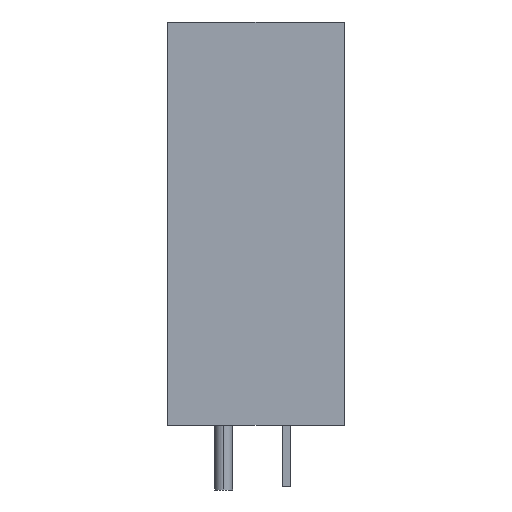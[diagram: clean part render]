
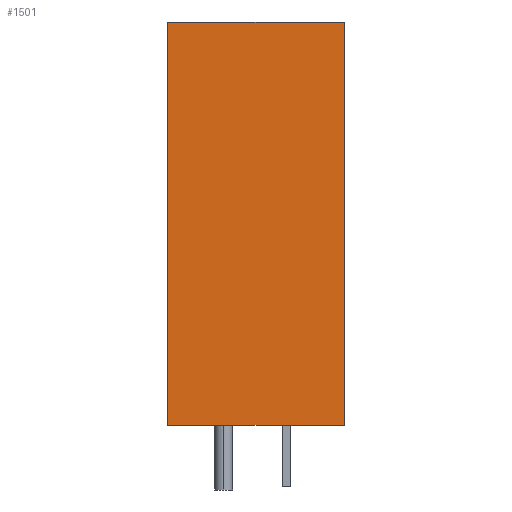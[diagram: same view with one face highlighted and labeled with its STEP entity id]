
A CAD part, left-side view. The second image highlights one B-rep face of the part: STEP entity #1501.
In plain terms, the highlighted planar face has unit normal (-1, 0, 0).
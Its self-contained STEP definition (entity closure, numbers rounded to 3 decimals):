
#255 = VERTEX_POINT ( 'NONE', #263 ) ;
#263 = CARTESIAN_POINT ( 'NONE',  ( -7.5, -5.455, -12.5 ) ) ;
#493 = CARTESIAN_POINT ( 'NONE',  ( -7.5, -5.455, 12.5 ) ) ;
#855 = CARTESIAN_POINT ( 'NONE',  ( -7.5, -5.455, 12.5 ) ) ;
#862 = VECTOR ( 'NONE', #5626, 1000. ) ;
#1295 = VERTEX_POINT ( 'NONE', #5375 ) ;
#1426 = EDGE_LOOP ( 'NONE', ( #3700, #6604, #6429, #6048 ) ) ;
#1479 = VERTEX_POINT ( 'NONE', #3386 ) ;
#1501 = ADVANCED_FACE ( 'NONE', ( #5436 ), #2354, .F. ) ;
#1665 = LINE ( 'NONE', #1727, #1869 ) ;
#1727 = CARTESIAN_POINT ( 'NONE',  ( -7.5, 5.455, 12.5 ) ) ;
#1869 = VECTOR ( 'NONE', #5838, 1000. ) ;
#2012 = EDGE_CURVE ( 'NONE', #1479, #255, #5267, .T. ) ;
#2354 = PLANE ( 'NONE',  #2575 ) ;
#2497 = EDGE_CURVE ( 'NONE', #1295, #3293, #4109, .T. ) ;
#2575 = AXIS2_PLACEMENT_3D ( 'NONE', #2879, #4472, #3837 ) ;
#2879 = CARTESIAN_POINT ( 'NONE',  ( -7.5, -5.455, 12.5 ) ) ;
#2923 = EDGE_CURVE ( 'NONE', #1295, #1479, #1665, .T. ) ;
#3143 = CARTESIAN_POINT ( 'NONE',  ( -7.5, -5.455, 12.5 ) ) ;
#3252 = DIRECTION ( 'NONE',  ( 0., -1., 0. ) ) ;
#3293 = VERTEX_POINT ( 'NONE', #493 ) ;
#3386 = CARTESIAN_POINT ( 'NONE',  ( -7.5, 5.455, -12.5 ) ) ;
#3687 = DIRECTION ( 'NONE',  ( 0., -1., 0. ) ) ;
#3700 = ORIENTED_EDGE ( 'NONE', *, *, #2012, .T. ) ;
#3809 = VECTOR ( 'NONE', #3252, 1000. ) ;
#3837 = DIRECTION ( 'NONE',  ( 0., 0., -1. ) ) ;
#4065 = LINE ( 'NONE', #855, #862 ) ;
#4109 = LINE ( 'NONE', #3143, #5709 ) ;
#4157 = CARTESIAN_POINT ( 'NONE',  ( -7.5, -5.455, -12.5 ) ) ;
#4472 = DIRECTION ( 'NONE',  ( 1., 0., 0. ) ) ;
#5267 = LINE ( 'NONE', #4157, #3809 ) ;
#5375 = CARTESIAN_POINT ( 'NONE',  ( -7.5, 5.455, 12.5 ) ) ;
#5436 = FACE_OUTER_BOUND ( 'NONE', #1426, .T. ) ;
#5626 = DIRECTION ( 'NONE',  ( 0., 0., -1. ) ) ;
#5709 = VECTOR ( 'NONE', #3687, 1000. ) ;
#5838 = DIRECTION ( 'NONE',  ( 0., 0., -1. ) ) ;
#6048 = ORIENTED_EDGE ( 'NONE', *, *, #2923, .T. ) ;
#6429 = ORIENTED_EDGE ( 'NONE', *, *, #2497, .F. ) ;
#6604 = ORIENTED_EDGE ( 'NONE', *, *, #6653, .F. ) ;
#6653 = EDGE_CURVE ( 'NONE', #3293, #255, #4065, .T. ) ;
